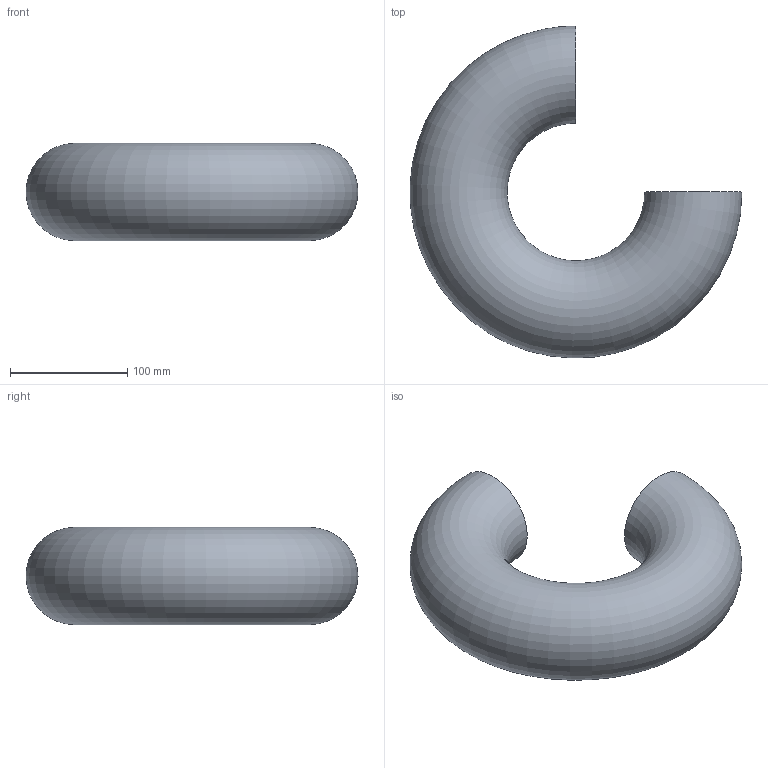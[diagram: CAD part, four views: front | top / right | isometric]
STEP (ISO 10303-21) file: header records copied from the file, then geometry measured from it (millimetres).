
FILE_DESCRIPTION( ( 'STEP AP203' ), '1' );
FILE_NAME( 'TruncatedRing.step', ' ', ( ' ' ), ( ' ' ), 'PSStep 20.0.26', ' ', ' ' );
FILE_SCHEMA( ( 'CONFIG_CONTROL_DESIGN' ) );
Length unit declared in the file: metre
Products named in the file (3): Assem1
Assembly tree (2 placements, depth 3):
  Assem1
    (unnamed)
      (unnamed)
Bounding box: 282.7 x 282.81 x 82.84 mm (x, y, z)
Volume: 2540034.6 mm3; surface area: 133424 mm2
Topology: 1 solids, 1 shells, 3 faces, 3 edges, 2 vertices
Faces by surface type: plane 2, torus 1
Entity records: 174 total; most frequent: DIRECTION 18, CC_DESIGN_PERSON_AND_ORGANIZATION_ASSIGNMENT 13, CARTESIAN_POINT 12, AXIS2_PLACEMENT_3D 9, CC_DESIGN_DATE_AND_TIME_ASSIGNMENT 6, DIMENSIONAL_EXPONENTS 6, PRODUCT_DEFINITION_SHAPE 5, PERSON_AND_ORGANIZATION_ROLE 4
